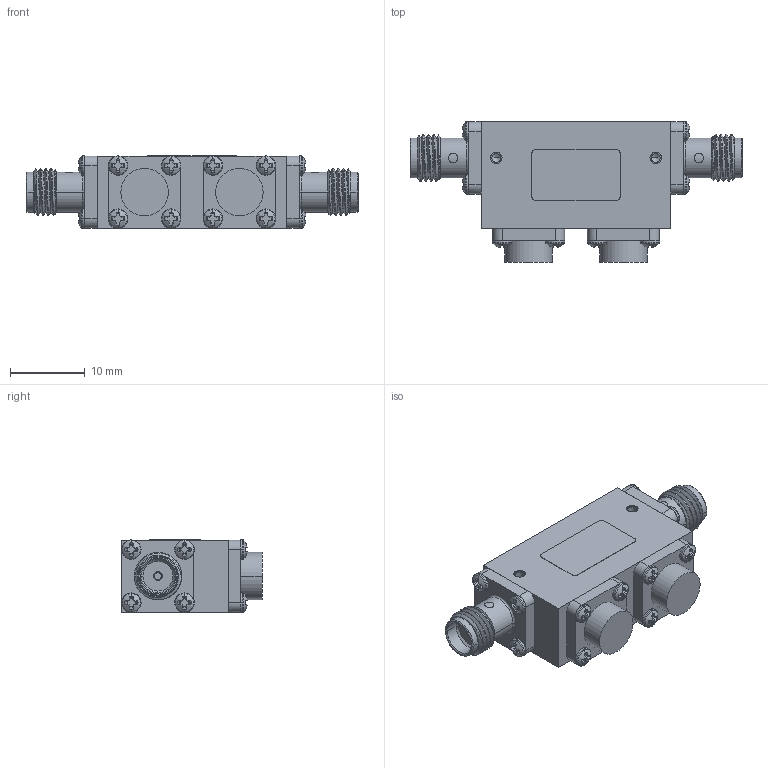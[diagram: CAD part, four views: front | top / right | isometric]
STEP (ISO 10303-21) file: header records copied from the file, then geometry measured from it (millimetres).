
FILE_DESCRIPTION (( 'STEP AP203' ), '1' );
FILE_NAME ('FMIR1021.step', '2018-11-30T00:53:00', ( '' ), ( '' ), 'SwSTEP 2.0', 'SolidWorks 2017', '' );
FILE_SCHEMA (( 'CONFIG_CONTROL_DESIGN' ));
Length unit declared in the file: inch
Products named in the file (1): FMIR1021
Bounding box: 44.45 x 18.82 x 9.73 mm (x, y, z)
Volume: 4549.4 mm3; surface area: 3322.8 mm2
Topology: 5 solids, 5 shells, 701 faces, 1864 edges, 1210 vertices
Faces by surface type: plane 361, cylinder 154, cone 112, bspline 70, torus 4
Entity records: 25381 total; most frequent: CARTESIAN_POINT 8858, ORIENTED_EDGE 3712, DIRECTION 3090, EDGE_CURVE 1856, VERTEX_POINT 1210, AXIS2_PLACEMENT_3D 1180, EDGE_LOOP 750, VECTOR 730
